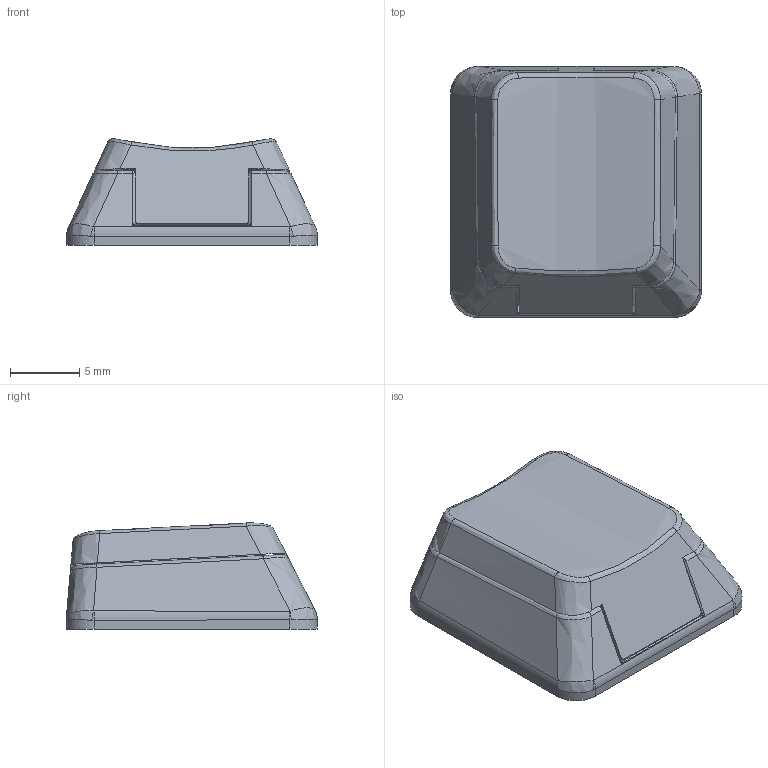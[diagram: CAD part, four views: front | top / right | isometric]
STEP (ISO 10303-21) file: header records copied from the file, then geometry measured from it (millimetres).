
FILE_DESCRIPTION(/* description */ (''),/* implementation_level */ '2;1');
FILE_NAME(/* name */ 'Row_2_1u_relegendable.step',/* time_stamp */ '2021-09-13T23:34:04-05:00',/* author */ (''),/* organization */ (''),/* preprocessor_version */ 'ST-DEVELOPER v18.1',/* originating_system */ 'Autodesk Translation Framework v10.10.0.1391',/* authorisation */ '');
FILE_SCHEMA (('AUTOMOTIVE_DESIGN { 1 0 10303 214 3 1 1 }'));
Length unit declared in the file: millimetre
Products named in the file (1): Row_2_1u_relegendable
Bounding box: 18.16 x 18.16 x 7.69 mm (x, y, z)
Volume: 875.3 mm3; surface area: 1954.8 mm2
Topology: 2 solids, 2 shells, 194 faces, 485 edges, 298 vertices
Faces by surface type: bspline 95, plane 58, cylinder 35, torus 4, sphere 2
Full cylindrical faces by diameter (mm): 5.5 x1
Entity records: 8094 total; most frequent: CARTESIAN_POINT 4061, ORIENTED_EDGE 970, DIRECTION 583, EDGE_CURVE 485, VERTEX_POINT 298, B_SPLINE_CURVE_WITH_KNOTS 211, AXIS2_PLACEMENT_3D 209, EDGE_LOOP 199
